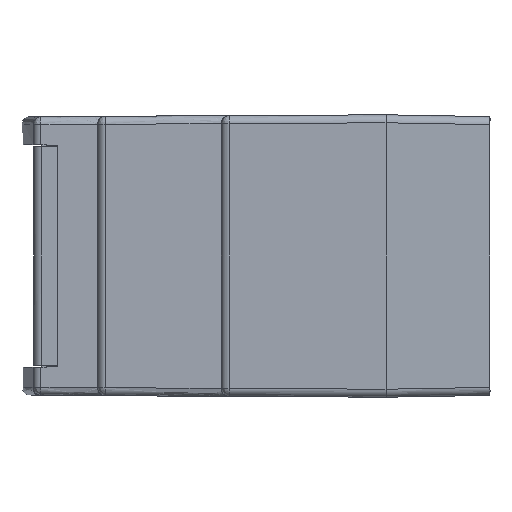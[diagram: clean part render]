
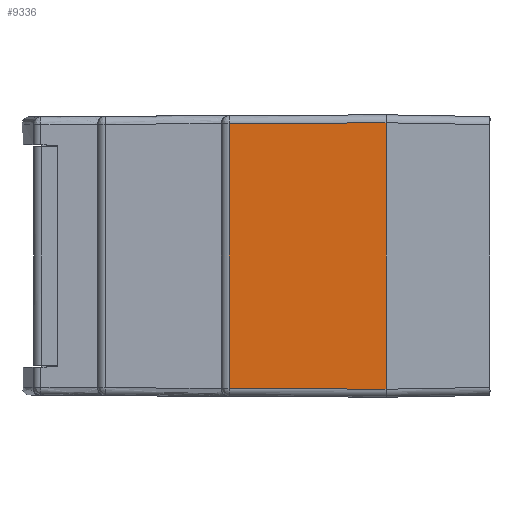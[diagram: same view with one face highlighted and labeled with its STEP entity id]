
A CAD part, left-side view. The second image highlights one B-rep face of the part: STEP entity #9336.
In plain terms, the highlighted free-form (B-spline) face has degree [1, 1] with [2, 2] control points.
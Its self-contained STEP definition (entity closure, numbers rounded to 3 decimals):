
#8743 = EDGE_CURVE('',#8744,#8746,#8748,.T.);
#8744 = VERTEX_POINT('',#8745);
#8745 = CARTESIAN_POINT('',(-47.026,0.,
    17.284));
#8746 = VERTEX_POINT('',#8747);
#8747 = CARTESIAN_POINT('',(-47.026,0.,
    -17.284));
#8748 = B_SPLINE_CURVE_WITH_KNOTS('',1,(#8749,#8750),.UNSPECIFIED.,.F.,
  .F.,(2,2),(1.,34.3),.PIECEWISE_BEZIER_KNOTS.);
#8749 = CARTESIAN_POINT('',(-47.026,0.,
    17.284));
#8750 = CARTESIAN_POINT('',(-47.026,0.,
    -17.284));
#9336 = ADVANCED_FACE('',(#9337),#9359,.F.);
#9337 = FACE_BOUND('',#9338,.T.);
#9338 = EDGE_LOOP('',(#9339,#9348,#9353,#9354));
#9339 = ORIENTED_EDGE('',*,*,#9340,.T.);
#9340 = EDGE_CURVE('',#9341,#9343,#9345,.T.);
#9341 = VERTEX_POINT('',#9342);
#9342 = CARTESIAN_POINT('',(-46.67,20.365,17.178
    ));
#9343 = VERTEX_POINT('',#9344);
#9344 = CARTESIAN_POINT('',(-46.67,20.365,-17.178
    ));
#9345 = B_SPLINE_CURVE_WITH_KNOTS('',1,(#9346,#9347),.UNSPECIFIED.,.F.,
  .F.,(2,2),(1.103,34.197),.PIECEWISE_BEZIER_KNOTS.);
#9346 = CARTESIAN_POINT('',(-46.67,20.365,17.178
    ));
#9347 = CARTESIAN_POINT('',(-46.67,20.365,-17.178
    ));
#9348 = ORIENTED_EDGE('',*,*,#9349,.T.);
#9349 = EDGE_CURVE('',#9343,#8746,#9350,.T.);
#9350 = B_SPLINE_CURVE_WITH_KNOTS('',1,(#9351,#9352),.UNSPECIFIED.,.F.,
  .F.,(2,2),(-19.626,-0.005),
  .PIECEWISE_BEZIER_KNOTS.);
#9351 = CARTESIAN_POINT('',(-46.67,20.365,-17.178
    ));
#9352 = CARTESIAN_POINT('',(-47.026,0.,
    -17.284));
#9353 = ORIENTED_EDGE('',*,*,#8743,.F.);
#9354 = ORIENTED_EDGE('',*,*,#9355,.T.);
#9355 = EDGE_CURVE('',#8744,#9341,#9356,.T.);
#9356 = B_SPLINE_CURVE_WITH_KNOTS('',1,(#9357,#9358),.UNSPECIFIED.,.F.,
  .F.,(2,2),(0.005,19.626),
  .PIECEWISE_BEZIER_KNOTS.);
#9357 = CARTESIAN_POINT('',(-47.026,0.,
    17.284));
#9358 = CARTESIAN_POINT('',(-46.67,20.365,17.178
    ));
#9359 = B_SPLINE_SURFACE_WITH_KNOTS('',1,1,(
    (#9360,#9361)
    ,(#9362,#9363
    )),.UNSPECIFIED.,.F.,.F.,.F.,(2,2),(2,2),(0.,19.62),(
    -34.3,-1.),.PIECEWISE_BEZIER_KNOTS.);
#9360 = CARTESIAN_POINT('',(-47.026,0.,
    -17.284));
#9361 = CARTESIAN_POINT('',(-47.026,0.,
    17.284));
#9362 = CARTESIAN_POINT('',(-46.67,20.365,-17.284
    ));
#9363 = CARTESIAN_POINT('',(-46.67,20.365,17.284
    ));
